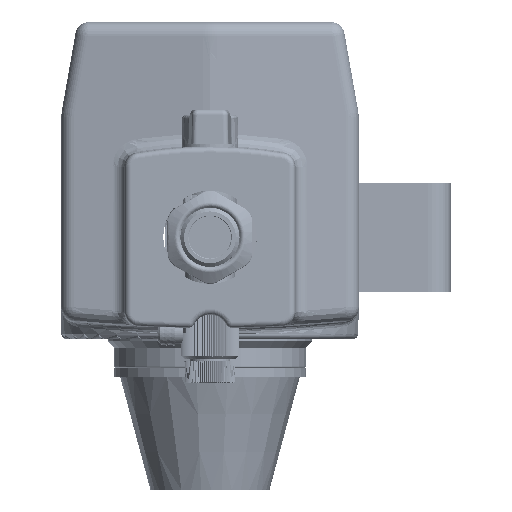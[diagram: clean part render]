
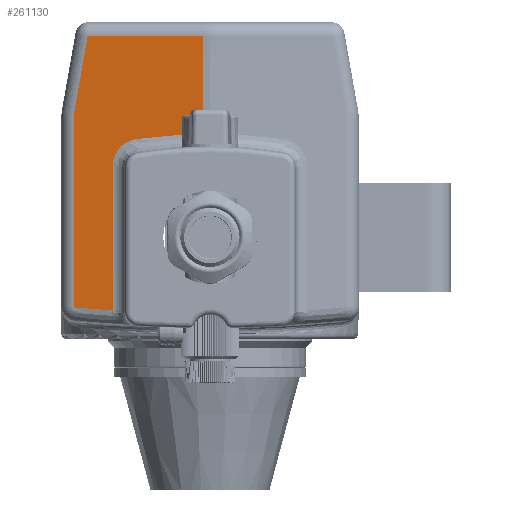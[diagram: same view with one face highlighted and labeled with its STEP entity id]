
A CAD part, front view. The second image highlights one B-rep face of the part: STEP entity #261130.
In plain terms, the highlighted planar face has unit normal (-0.122, -0.993, 0).
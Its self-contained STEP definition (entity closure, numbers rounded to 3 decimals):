
#253109=CARTESIAN_POINT('Vertex',(-2.437,-84.147,36.97)) ;
#253113=CARTESIAN_POINT('Control Point',(-2.437,-84.147,36.97)) ;
#253114=CARTESIAN_POINT('Control Point',(-6.172,-83.688,36.897)) ;
#253115=CARTESIAN_POINT('Control Point',(-9.904,-83.23,36.711)) ;
#253116=CARTESIAN_POINT('Control Point',(-13.63,-82.773,36.412)) ;
#253117=CARTESIAN_POINT('Control Point',(-18.366,-82.191,35.889)) ;
#253118=CARTESIAN_POINT('Control Point',(-23.076,-81.613,35.185)) ;
#253119=CARTESIAN_POINT('Control Point',(-24.09,-81.488,35.025)) ;
#253120=CARTESIAN_POINT('Control Point',(-25.103,-81.364,34.856)) ;
#253121=CARTESIAN_POINT('Control Point',(-26.115,-81.24,34.679)) ;
#253122=CARTESIAN_POINT('Vertex',(-26.115,-81.24,34.679)) ;
#254644=CARTESIAN_POINT('Control Point',(-26.115,-81.24,34.679)) ;
#254645=CARTESIAN_POINT('Control Point',(-26.502,-81.192,34.611)) ;
#254646=CARTESIAN_POINT('Control Point',(-26.886,-81.145,34.524)) ;
#254647=CARTESIAN_POINT('Control Point',(-27.266,-81.098,34.418)) ;
#254648=CARTESIAN_POINT('Control Point',(-28.392,-80.96,34.044)) ;
#254649=CARTESIAN_POINT('Control Point',(-29.456,-80.829,33.506)) ;
#254650=CARTESIAN_POINT('Control Point',(-30.129,-80.747,33.076)) ;
#254651=CARTESIAN_POINT('Control Point',(-31.381,-80.593,32.09)) ;
#254652=CARTESIAN_POINT('Control Point',(-32.416,-80.466,30.874)) ;
#254653=CARTESIAN_POINT('Control Point',(-32.871,-80.41,30.217)) ;
#254654=CARTESIAN_POINT('Control Point',(-33.644,-80.315,28.822)) ;
#254655=CARTESIAN_POINT('Control Point',(-34.129,-80.256,27.3)) ;
#254656=CARTESIAN_POINT('Control Point',(-34.295,-80.235,26.519)) ;
#254657=CARTESIAN_POINT('Control Point',(-34.384,-80.224,25.705)) ;
#254658=CARTESIAN_POINT('Control Point',(-34.39,-80.224,24.89)) ;
#254659=CARTESIAN_POINT('Control Point',(-34.391,-80.224,24.87)) ;
#254660=CARTESIAN_POINT('Control Point',(-34.391,-80.224,24.849)) ;
#254661=CARTESIAN_POINT('Control Point',(-34.391,-80.224,24.829)) ;
#254662=CARTESIAN_POINT('Vertex',(-34.391,-80.224,24.829)) ;
#257714=CARTESIAN_POINT('Line Origine',(-34.391,-80.224,22.437)) ;
#257718=CARTESIAN_POINT('Vertex',(-34.391,-80.224,-25.846)) ;
#260331=CARTESIAN_POINT('Line Origine',(-48.109,-78.539,21.655)) ;
#260335=CARTESIAN_POINT('Vertex',(-48.109,-78.539,-24.716)) ;
#260337=CARTESIAN_POINT('Vertex',(-48.109,-78.539,42.625)) ;
#261082=CARTESIAN_POINT('Axis2P3D Location',(-52.5,-78.,0.)) ;
#261087=CARTESIAN_POINT('Line Origine',(-2.437,-84.147,22.)) ;
#261091=CARTESIAN_POINT('Vertex',(-2.437,-84.147,71.)) ;
#261094=CARTESIAN_POINT('Line Origine',(-26.269,-81.221,71.)) ;
#261098=CARTESIAN_POINT('Vertex',(-43.183,-79.144,71.)) ;
#261102=CARTESIAN_POINT('Control Point',(-43.183,-79.144,71.)) ;
#261103=CARTESIAN_POINT('Control Point',(-48.033,-78.548,43.493)) ;
#261104=CARTESIAN_POINT('Vertex',(-48.033,-78.548,43.493)) ;
#261108=CARTESIAN_POINT('Control Point',(-48.109,-78.539,42.625)) ;
#261109=CARTESIAN_POINT('Control Point',(-48.109,-78.539,42.916)) ;
#261110=CARTESIAN_POINT('Control Point',(-48.084,-78.542,43.207)) ;
#261111=CARTESIAN_POINT('Control Point',(-48.033,-78.548,43.493)) ;
#261114=CARTESIAN_POINT('Control Point',(-48.109,-78.539,-24.716)) ;
#261115=CARTESIAN_POINT('Control Point',(-43.542,-79.1,-25.156)) ;
#261116=CARTESIAN_POINT('Control Point',(-38.968,-79.661,-25.533)) ;
#261117=CARTESIAN_POINT('Control Point',(-34.391,-80.224,-25.846)) ;
#257715=DIRECTION('Vector Direction',(0.,0.,-1.)) ;
#260332=DIRECTION('Vector Direction',(0.,0.,1.)) ;
#261083=DIRECTION('Axis2P3D Direction',(0.122,0.993,0.)) ;
#261084=DIRECTION('Axis2P3D XDirection',(0.,0.,1.)) ;
#261088=DIRECTION('Vector Direction',(0.,0.,1.)) ;
#261095=DIRECTION('Vector Direction',(0.993,-0.122,0.)) ;
#261085=AXIS2_PLACEMENT_3D('Plane Axis2P3D',#261082,#261083,#261084) ;
#261120=ORIENTED_EDGE('',*,*,#257720,.F.) ;
#261121=ORIENTED_EDGE('',*,*,#254664,.F.) ;
#261122=ORIENTED_EDGE('',*,*,#253124,.F.) ;
#261123=ORIENTED_EDGE('',*,*,#261093,.F.) ;
#261124=ORIENTED_EDGE('',*,*,#261100,.F.) ;
#261125=ORIENTED_EDGE('',*,*,#261106,.F.) ;
#261126=ORIENTED_EDGE('',*,*,#261112,.F.) ;
#261127=ORIENTED_EDGE('',*,*,#260339,.F.) ;
#261128=ORIENTED_EDGE('',*,*,#261118,.T.) ;
#257716=VECTOR('Line Direction',#257715,1.) ;
#260333=VECTOR('Line Direction',#260332,1.) ;
#261089=VECTOR('Line Direction',#261088,1.) ;
#261096=VECTOR('Line Direction',#261095,1.) ;
#261130=ADVANCED_FACE('H0006420.1\\GUSCIO',(#261129),#261086,.F.) ;
#253112=B_SPLINE_CURVE_WITH_KNOTS('',5,(#253113,#253114,#253115,#253116,#253117,#253118,#253119,#253120,#253121),.UNSPECIFIED.,.F.,.U.,(6,3,6),(56.997,83.189,90.387),.UNSPECIFIED.) ;
#254643=B_SPLINE_CURVE_WITH_KNOTS('',5,(#254644,#254645,#254646,#254647,#254648,#254649,#254650,#254651,#254652,#254653,#254654,#254655,#254656,#254657,#254658,#254659,#254660,#254661),.UNSPECIFIED.,.F.,.U.,(6,3,3,3,3,6),(27.454,29.678,34.152,38.607,43.046,43.162),.UNSPECIFIED.) ;
#261101=B_SPLINE_CURVE_WITH_KNOTS('',1,(#261102,#261103),.UNSPECIFIED.,.F.,.U.,(2,2),(-43.626,-15.689),.UNSPECIFIED.) ;
#261107=B_SPLINE_CURVE_WITH_KNOTS('',3,(#261108,#261109,#261110,#261111),.UNSPECIFIED.,.F.,.U.,(4,4),(34.204,36.156),.UNSPECIFIED.) ;
#261113=B_SPLINE_CURVE_WITH_KNOTS('',3,(#261114,#261115,#261116,#261117),.UNSPECIFIED.,.F.,.U.,(4,4),(37.726,57.437),.UNSPECIFIED.) ;
#253124=EDGE_CURVE('',#253110,#253123,#253112,.T.) ;
#254664=EDGE_CURVE('',#253123,#254663,#254643,.T.) ;
#257720=EDGE_CURVE('',#254663,#257719,#257717,.T.) ;
#260339=EDGE_CURVE('',#260336,#260338,#260334,.T.) ;
#261093=EDGE_CURVE('',#261092,#253110,#261090,.F.) ;
#261100=EDGE_CURVE('',#261099,#261092,#261097,.T.) ;
#261106=EDGE_CURVE('',#261105,#261099,#261101,.F.) ;
#261112=EDGE_CURVE('',#260338,#261105,#261107,.T.) ;
#261118=EDGE_CURVE('',#260336,#257719,#261113,.T.) ;
#261119=EDGE_LOOP('',(#261120,#261121,#261122,#261123,#261124,#261125,#261126,#261127,#261128)) ;
#261129=FACE_OUTER_BOUND('',#261119,.T.) ;
#257717=LINE('Line',#257714,#257716) ;
#260334=LINE('Line',#260331,#260333) ;
#261090=LINE('Line',#261087,#261089) ;
#261097=LINE('Line',#261094,#261096) ;
#261086=PLANE('',#261085) ;
#253110=VERTEX_POINT('',#253109) ;
#253123=VERTEX_POINT('',#253122) ;
#254663=VERTEX_POINT('',#254662) ;
#257719=VERTEX_POINT('',#257718) ;
#260336=VERTEX_POINT('',#260335) ;
#260338=VERTEX_POINT('',#260337) ;
#261092=VERTEX_POINT('',#261091) ;
#261099=VERTEX_POINT('',#261098) ;
#261105=VERTEX_POINT('',#261104) ;
